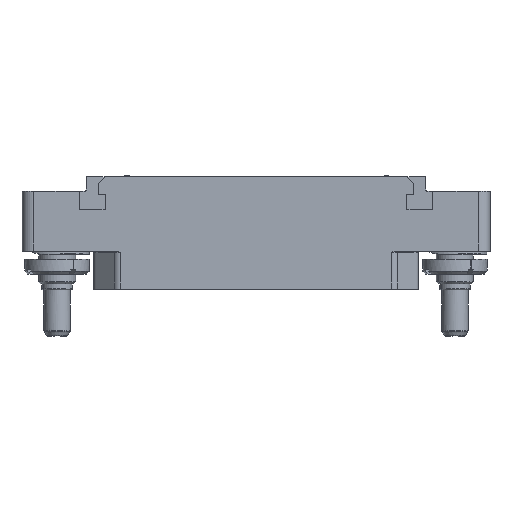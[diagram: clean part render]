
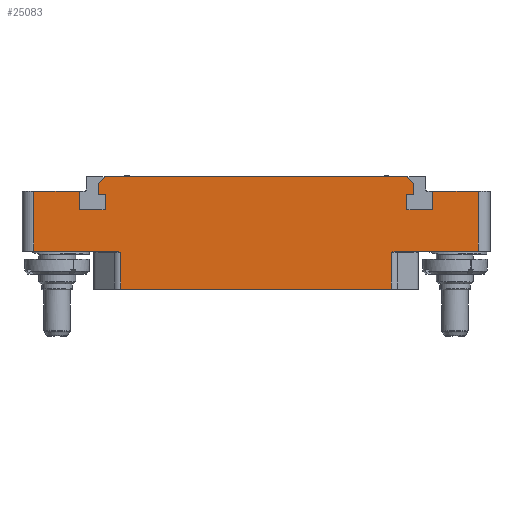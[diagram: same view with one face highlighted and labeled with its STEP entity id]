
A CAD part, top view. The second image highlights one B-rep face of the part: STEP entity #25083.
In plain terms, the highlighted planar face has unit normal (0, 0, 1).
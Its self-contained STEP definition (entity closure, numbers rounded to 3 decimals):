
#1181=DIRECTION('',(-1.,0.,0.));
#1182=VECTOR('',#1181,46.236);
#1183=CARTESIAN_POINT('',(23.118,-6.5,7.));
#1184=LINE('',#1183,#1182);
#1308=DIRECTION('',(1.,0.,0.));
#1309=VECTOR('',#1308,14.082);
#1310=CARTESIAN_POINT('',(-38.,0.,7.));
#1311=LINE('',#1310,#1309);
#3478=DIRECTION('',(0.,-1.,0.));
#3479=VECTOR('',#3478,10.25);
#3480=CARTESIAN_POINT('',(-38.,10.25,7.));
#3481=LINE('',#3480,#3479);
#3496=DIRECTION('',(1.,0.,0.));
#3497=VECTOR('',#3496,7.8);
#3498=CARTESIAN_POINT('',(-38.,10.25,7.));
#3499=LINE('',#3498,#3497);
#3500=DIRECTION('',(0.,-1.,0.));
#3501=VECTOR('',#3500,3.2);
#3502=CARTESIAN_POINT('',(-30.2,10.25,7.));
#3503=LINE('',#3502,#3501);
#3504=DIRECTION('',(1.,0.,0.));
#3505=VECTOR('',#3504,4.4);
#3506=CARTESIAN_POINT('',(-30.2,7.05,7.));
#3507=LINE('',#3506,#3505);
#3508=DIRECTION('',(0.,1.,0.));
#3509=VECTOR('',#3508,2.6);
#3510=CARTESIAN_POINT('',(-25.8,7.05,7.));
#3511=LINE('',#3510,#3509);
#3512=DIRECTION('',(-1.,0.,0.));
#3513=VECTOR('',#3512,1.2);
#3514=CARTESIAN_POINT('',(-25.8,9.65,7.));
#3515=LINE('',#3514,#3513);
#3516=DIRECTION('',(0.,-1.,0.));
#3517=VECTOR('',#3516,1.9);
#3518=CARTESIAN_POINT('',(-27.,11.55,7.));
#3519=LINE('',#3518,#3517);
#3520=DIRECTION('',(1.,0.,0.));
#3521=VECTOR('',#3520,51.6);
#3522=CARTESIAN_POINT('',(-25.8,12.75,7.));
#3523=LINE('',#3522,#3521);
#3524=DIRECTION('',(0.,-1.,0.));
#3525=VECTOR('',#3524,1.9);
#3526=CARTESIAN_POINT('',(27.,11.55,7.));
#3527=LINE('',#3526,#3525);
#3528=DIRECTION('',(-1.,0.,0.));
#3529=VECTOR('',#3528,1.2);
#3530=CARTESIAN_POINT('',(27.,9.65,7.));
#3531=LINE('',#3530,#3529);
#3532=DIRECTION('',(0.,-1.,0.));
#3533=VECTOR('',#3532,2.6);
#3534=CARTESIAN_POINT('',(25.8,9.65,7.));
#3535=LINE('',#3534,#3533);
#3536=DIRECTION('',(1.,0.,0.));
#3537=VECTOR('',#3536,4.4);
#3538=CARTESIAN_POINT('',(25.8,7.05,7.));
#3539=LINE('',#3538,#3537);
#3540=DIRECTION('',(0.,1.,0.));
#3541=VECTOR('',#3540,3.2);
#3542=CARTESIAN_POINT('',(30.2,7.05,7.));
#3543=LINE('',#3542,#3541);
#3544=DIRECTION('',(1.,0.,0.));
#3545=VECTOR('',#3544,7.8);
#3546=CARTESIAN_POINT('',(30.2,10.25,7.));
#3547=LINE('',#3546,#3545);
#3569=DIRECTION('',(1.,0.,0.));
#3570=VECTOR('',#3569,14.082);
#3571=CARTESIAN_POINT('',(23.918,0.,7.));
#3572=LINE('',#3571,#3570);
#6196=DIRECTION('',(0.,1.,0.));
#6197=VECTOR('',#6196,10.25);
#6198=CARTESIAN_POINT('',(38.,0.,7.));
#6199=LINE('',#6198,#6197);
#6260=CARTESIAN_POINT('',(23.118,-0.2,7.));
#6261=CARTESIAN_POINT('',(23.14,-0.192,7.));
#6262=CARTESIAN_POINT('',(23.184,-0.176,7.));
#6263=CARTESIAN_POINT('',(23.251,-0.152,7.));
#6264=CARTESIAN_POINT('',(23.318,-0.128,7.));
#6265=CARTESIAN_POINT('',(23.385,-0.106,7.));
#6266=CARTESIAN_POINT('',(23.451,-0.085,7.));
#6267=CARTESIAN_POINT('',(23.515,-0.066,7.));
#6268=CARTESIAN_POINT('',(23.577,-0.049,7.));
#6269=CARTESIAN_POINT('',(23.636,-0.035,7.));
#6270=CARTESIAN_POINT('',(23.688,-0.024,7.));
#6271=CARTESIAN_POINT('',(23.734,-0.016,7.));
#6272=CARTESIAN_POINT('',(23.776,-0.01,7.));
#6273=CARTESIAN_POINT('',(23.814,-0.005,7.));
#6274=CARTESIAN_POINT('',(23.85,-0.002,7.));
#6275=CARTESIAN_POINT('',(23.884,0.,7.));
#6276=CARTESIAN_POINT('',(23.907,0.,7.));
#6277=CARTESIAN_POINT('',(23.918,0.,7.));
#6293=DIRECTION('',(0.,1.,0.));
#6294=VECTOR('',#6293,6.3);
#6295=CARTESIAN_POINT('',(23.118,-6.5,7.));
#6296=LINE('',#6295,#6294);
#6297=DIRECTION('',(0.,1.,0.));
#6298=VECTOR('',#6297,6.3);
#6299=CARTESIAN_POINT('',(-23.118,-6.5,7.));
#6300=LINE('',#6299,#6298);
#6325=CARTESIAN_POINT('',(-23.918,0.,7.));
#6326=CARTESIAN_POINT('',(-23.907,0.,7.));
#6327=CARTESIAN_POINT('',(-23.884,0.,7.));
#6328=CARTESIAN_POINT('',(-23.85,-0.002,7.));
#6329=CARTESIAN_POINT('',(-23.814,-0.005,7.));
#6330=CARTESIAN_POINT('',(-23.776,-0.01,7.));
#6331=CARTESIAN_POINT('',(-23.734,-0.016,7.));
#6332=CARTESIAN_POINT('',(-23.688,-0.024,7.));
#6333=CARTESIAN_POINT('',(-23.636,-0.035,7.));
#6334=CARTESIAN_POINT('',(-23.577,-0.049,7.));
#6335=CARTESIAN_POINT('',(-23.515,-0.066,7.));
#6336=CARTESIAN_POINT('',(-23.451,-0.085,7.));
#6337=CARTESIAN_POINT('',(-23.385,-0.106,7.));
#6338=CARTESIAN_POINT('',(-23.318,-0.128,7.));
#6339=CARTESIAN_POINT('',(-23.251,-0.152,7.));
#6340=CARTESIAN_POINT('',(-23.184,-0.176,7.));
#6341=CARTESIAN_POINT('',(-23.14,-0.192,7.));
#6342=CARTESIAN_POINT('',(-23.118,-0.2,7.));
#6492=DIRECTION('',(-0.707,-0.707,0.));
#6493=VECTOR('',#6492,1.697);
#6494=CARTESIAN_POINT('',(-25.8,12.75,7.));
#6495=LINE('',#6494,#6493);
#6532=DIRECTION('',(0.707,-0.707,0.));
#6533=VECTOR('',#6532,1.697);
#6534=CARTESIAN_POINT('',(25.8,12.75,7.));
#6535=LINE('',#6534,#6533);
#17485=CARTESIAN_POINT('',(-30.2,10.25,7.));
#17486=CARTESIAN_POINT('',(-30.2,7.05,7.));
#17487=VERTEX_POINT('',#17485);
#17488=VERTEX_POINT('',#17486);
#17489=CARTESIAN_POINT('',(-25.8,7.05,7.));
#17490=VERTEX_POINT('',#17489);
#17491=CARTESIAN_POINT('',(-25.8,9.65,7.));
#17492=VERTEX_POINT('',#17491);
#17493=CARTESIAN_POINT('',(-27.,9.65,7.));
#17494=VERTEX_POINT('',#17493);
#17495=CARTESIAN_POINT('',(27.,9.65,7.));
#17496=CARTESIAN_POINT('',(25.8,9.65,7.));
#17497=VERTEX_POINT('',#17495);
#17498=VERTEX_POINT('',#17496);
#17499=CARTESIAN_POINT('',(25.8,7.05,7.));
#17500=VERTEX_POINT('',#17499);
#17501=CARTESIAN_POINT('',(30.2,7.05,7.));
#17502=VERTEX_POINT('',#17501);
#17503=CARTESIAN_POINT('',(30.2,10.25,7.));
#17504=VERTEX_POINT('',#17503);
#17509=CARTESIAN_POINT('',(-25.8,12.75,7.));
#17511=VERTEX_POINT('',#17509);
#17513=CARTESIAN_POINT('',(-27.,11.55,7.));
#17515=VERTEX_POINT('',#17513);
#17517=CARTESIAN_POINT('',(25.8,12.75,7.));
#17519=VERTEX_POINT('',#17517);
#17521=CARTESIAN_POINT('',(27.,11.55,7.));
#17523=VERTEX_POINT('',#17521);
#17613=CARTESIAN_POINT('',(38.,0.,7.));
#17614=CARTESIAN_POINT('',(38.,10.25,7.));
#17615=VERTEX_POINT('',#17613);
#17616=VERTEX_POINT('',#17614);
#17621=CARTESIAN_POINT('',(-38.,10.25,7.));
#17622=CARTESIAN_POINT('',(-38.,0.,7.));
#17623=VERTEX_POINT('',#17621);
#17624=VERTEX_POINT('',#17622);
#17858=CARTESIAN_POINT('',(23.118,-6.5,7.));
#17860=VERTEX_POINT('',#17858);
#17861=CARTESIAN_POINT('',(-23.118,-6.5,7.));
#17863=VERTEX_POINT('',#17861);
#17925=CARTESIAN_POINT('',(-23.118,-0.2,7.));
#17926=VERTEX_POINT('',#17925);
#17927=CARTESIAN_POINT('',(-23.918,0.,7.));
#17928=VERTEX_POINT('',#17927);
#17929=CARTESIAN_POINT('',(23.118,-0.2,7.));
#17931=VERTEX_POINT('',#17929);
#17933=CARTESIAN_POINT('',(23.918,0.,7.));
#17935=VERTEX_POINT('',#17933);
#25034=CARTESIAN_POINT('',(0.,0.,7.));
#25035=DIRECTION('',(0.,0.,-1.));
#25036=DIRECTION('',(-1.,0.,0.));
#25037=AXIS2_PLACEMENT_3D('',#25034,#25035,#25036);
#25038=PLANE('',#25037);
#25040=ORIENTED_EDGE('',*,*,#25039,.F.);
#25042=ORIENTED_EDGE('',*,*,#25041,.F.);
#25044=ORIENTED_EDGE('',*,*,#25043,.F.);
#25045=ORIENTED_EDGE('',*,*,#22536,.T.);
#25047=ORIENTED_EDGE('',*,*,#25046,.T.);
#25049=ORIENTED_EDGE('',*,*,#25048,.F.);
#25050=ORIENTED_EDGE('',*,*,#22635,.F.);
#25051=ORIENTED_EDGE('',*,*,#25026,.F.);
#25052=ORIENTED_EDGE('',*,*,#25002,.T.);
#25054=ORIENTED_EDGE('',*,*,#25053,.T.);
#25056=ORIENTED_EDGE('',*,*,#25055,.T.);
#25058=ORIENTED_EDGE('',*,*,#25057,.T.);
#25060=ORIENTED_EDGE('',*,*,#25059,.T.);
#25062=ORIENTED_EDGE('',*,*,#25061,.F.);
#25064=ORIENTED_EDGE('',*,*,#25063,.F.);
#25065=ORIENTED_EDGE('',*,*,#21983,.T.);
#25067=ORIENTED_EDGE('',*,*,#25066,.T.);
#25069=ORIENTED_EDGE('',*,*,#25068,.T.);
#25071=ORIENTED_EDGE('',*,*,#25070,.T.);
#25073=ORIENTED_EDGE('',*,*,#25072,.T.);
#25075=ORIENTED_EDGE('',*,*,#25074,.T.);
#25077=ORIENTED_EDGE('',*,*,#25076,.T.);
#25078=ORIENTED_EDGE('',*,*,#22351,.T.);
#25080=ORIENTED_EDGE('',*,*,#25079,.F.);
#25081=EDGE_LOOP('',(#25040,#25042,#25044,#25045,#25047,#25049,#25050,#25051,
#25052,#25054,#25056,#25058,#25060,#25062,#25064,#25065,#25067,#25069,#25071,
#25073,#25075,#25077,#25078,#25080));
#25082=FACE_OUTER_BOUND('',#25081,.F.);
#25083=ADVANCED_FACE('',(#25082),#25038,.F.);
#6278=B_SPLINE_CURVE_WITH_KNOTS('',3,(#6260,#6261,#6262,#6263,#6264,#6265,#6266,
#6267,#6268,#6269,#6270,#6271,#6272,#6273,#6274,#6275,#6276,#6277),
.UNSPECIFIED.,.F.,.F.,(4,1,1,1,1,1,1,1,1,1,1,1,1,1,1,4),(0.,0.067,
0.133,0.2,0.267,0.333,0.4,
0.467,0.533,0.6,0.667,0.733,
0.8,0.867,0.933,1.),.UNSPECIFIED.);
#6343=B_SPLINE_CURVE_WITH_KNOTS('',3,(#6325,#6326,#6327,#6328,#6329,#6330,#6331,
#6332,#6333,#6334,#6335,#6336,#6337,#6338,#6339,#6340,#6341,#6342),
.UNSPECIFIED.,.F.,.F.,(4,1,1,1,1,1,1,1,1,1,1,1,1,1,1,4),(0.,0.067,
0.133,0.2,0.267,0.333,0.4,
0.467,0.533,0.6,0.667,0.733,
0.8,0.867,0.933,1.),.UNSPECIFIED.);
#21983=EDGE_CURVE('',#17511,#17519,#3523,.T.);
#22351=EDGE_CURVE('',#17504,#17616,#3547,.T.);
#22536=EDGE_CURVE('',#17860,#17863,#1184,.T.);
#22635=EDGE_CURVE('',#17624,#17928,#1311,.T.);
#25002=EDGE_CURVE('',#17623,#17487,#3499,.T.);
#25026=EDGE_CURVE('',#17623,#17624,#3481,.T.);
#25039=EDGE_CURVE('',#17935,#17615,#3572,.T.);
#25041=EDGE_CURVE('',#17931,#17935,#6278,.T.);
#25043=EDGE_CURVE('',#17860,#17931,#6296,.T.);
#25046=EDGE_CURVE('',#17863,#17926,#6300,.T.);
#25048=EDGE_CURVE('',#17928,#17926,#6343,.T.);
#25053=EDGE_CURVE('',#17487,#17488,#3503,.T.);
#25055=EDGE_CURVE('',#17488,#17490,#3507,.T.);
#25057=EDGE_CURVE('',#17490,#17492,#3511,.T.);
#25059=EDGE_CURVE('',#17492,#17494,#3515,.T.);
#25061=EDGE_CURVE('',#17515,#17494,#3519,.T.);
#25063=EDGE_CURVE('',#17511,#17515,#6495,.T.);
#25066=EDGE_CURVE('',#17519,#17523,#6535,.T.);
#25068=EDGE_CURVE('',#17523,#17497,#3527,.T.);
#25070=EDGE_CURVE('',#17497,#17498,#3531,.T.);
#25072=EDGE_CURVE('',#17498,#17500,#3535,.T.);
#25074=EDGE_CURVE('',#17500,#17502,#3539,.T.);
#25076=EDGE_CURVE('',#17502,#17504,#3543,.T.);
#25079=EDGE_CURVE('',#17615,#17616,#6199,.T.);
